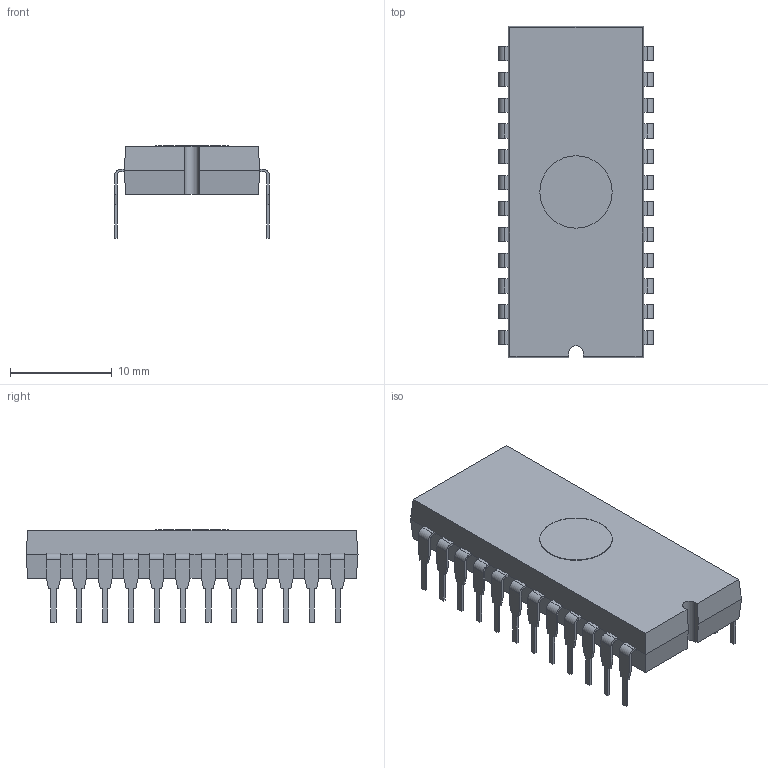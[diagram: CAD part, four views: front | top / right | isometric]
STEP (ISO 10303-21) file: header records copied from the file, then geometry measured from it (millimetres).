
FILE_DESCRIPTION (( 'STEP AP214' ), '1' );
FILE_NAME ('CircuitWorks-DIP 24 IC WITH 0_280IN WINDOW.STEP', '2018-12-21T06:53:40', ( '' ), ( '' ), 'SwSTEP 2.0', 'SolidWorks 2018', '' );
FILE_SCHEMA (( 'AUTOMOTIVE_DESIGN' ));
Length unit declared in the file: millimetre
Products named in the file (1): CircuitWorks-DIP 24 IC WITH 0_280IN WINDOW
Bounding box: 15.24 x 32.64 x 9.09 mm (x, y, z)
Volume: 2057.4 mm3; surface area: 1696.1 mm2
Topology: 1 solids, 1 shells, 378 faces, 1121 edges, 746 vertices
Faces by surface type: plane 327, cylinder 51
Entity records: 12630 total; most frequent: CARTESIAN_POINT 2246, ORIENTED_EDGE 2242, DIRECTION 1981, EDGE_CURVE 1121, LINE 1019, VECTOR 1019, VERTEX_POINT 746, AXIS2_PLACEMENT_3D 481
